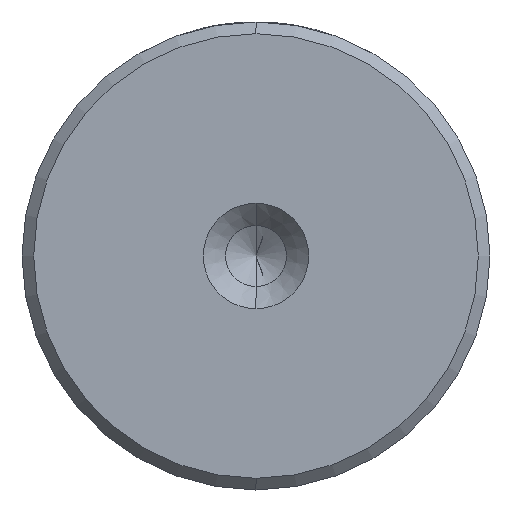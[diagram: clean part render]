
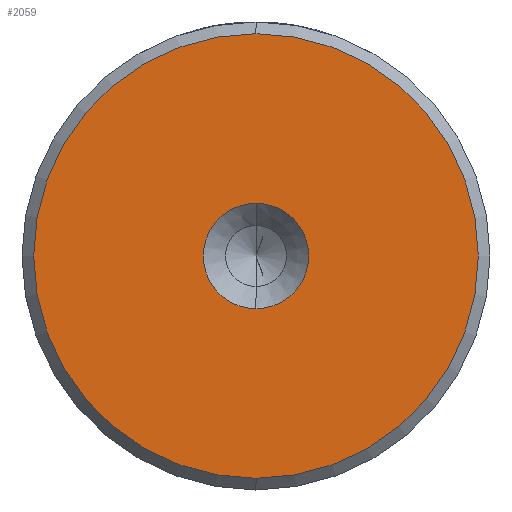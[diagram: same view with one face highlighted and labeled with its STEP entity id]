
A CAD part, left-side view. The second image highlights one B-rep face of the part: STEP entity #2059.
In plain terms, the highlighted planar face has unit normal (-1, 0, 0).
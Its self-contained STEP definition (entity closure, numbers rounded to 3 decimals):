
#37 = PLANE ( 'NONE',  #1423 ) ;
#150 = CIRCLE ( 'NONE', #2119, 2.25 ) ;
#197 = AXIS2_PLACEMENT_3D ( 'NONE', #1487, #219, #1704 ) ;
#198 = CARTESIAN_POINT ( 'NONE',  ( 0., 0., -2.25 ) ) ;
#219 = DIRECTION ( 'NONE',  ( -1., 0., 0. ) ) ;
#226 = EDGE_CURVE ( 'NONE', #490, #1605, #1182, .T. ) ;
#270 = ORIENTED_EDGE ( 'NONE', *, *, #2152, .T. ) ;
#490 = VERTEX_POINT ( 'NONE', #1209 ) ;
#699 = DIRECTION ( 'NONE',  ( 0., 0., 1. ) ) ;
#731 = ORIENTED_EDGE ( 'NONE', *, *, #1731, .F. ) ;
#752 = FACE_BOUND ( 'NONE', #818, .T. ) ;
#818 = EDGE_LOOP ( 'NONE', ( #731, #2065 ) ) ;
#872 = CARTESIAN_POINT ( 'NONE',  ( 0., 0., 2.25 ) ) ;
#989 = EDGE_CURVE ( 'NONE', #1720, #1226, #150, .T. ) ;
#994 = CARTESIAN_POINT ( 'NONE',  ( 0., 0., -9.5 ) ) ;
#1096 = DIRECTION ( 'NONE',  ( 0., 0., 1. ) ) ;
#1109 = CIRCLE ( 'NONE', #2425, 9.5 ) ;
#1110 = DIRECTION ( 'NONE',  ( -1., 0., 0. ) ) ;
#1133 = CARTESIAN_POINT ( 'NONE',  ( 0., 0., 0. ) ) ;
#1154 = CARTESIAN_POINT ( 'NONE',  ( 0., 0., 0. ) ) ;
#1182 = CIRCLE ( 'NONE', #1924, 9.5 ) ;
#1209 = CARTESIAN_POINT ( 'NONE',  ( 0., 0., 9.5 ) ) ;
#1226 = VERTEX_POINT ( 'NONE', #872 ) ;
#1232 = DIRECTION ( 'NONE',  ( -1., 0., 0. ) ) ;
#1370 = DIRECTION ( 'NONE',  ( 0., 0., 1. ) ) ;
#1423 = AXIS2_PLACEMENT_3D ( 'NONE', #2601, #1962, #699 ) ;
#1447 = CIRCLE ( 'NONE', #197, 2.25 ) ;
#1487 = CARTESIAN_POINT ( 'NONE',  ( 0., 0., 0. ) ) ;
#1605 = VERTEX_POINT ( 'NONE', #994 ) ;
#1704 = DIRECTION ( 'NONE',  ( 0., 0., 1. ) ) ;
#1720 = VERTEX_POINT ( 'NONE', #198 ) ;
#1731 = EDGE_CURVE ( 'NONE', #1226, #1720, #1447, .T. ) ;
#1869 = EDGE_LOOP ( 'NONE', ( #270, #2290 ) ) ;
#1884 = FACE_OUTER_BOUND ( 'NONE', #1869, .T. ) ;
#1924 = AXIS2_PLACEMENT_3D ( 'NONE', #1133, #1110, #1096 ) ;
#1962 = DIRECTION ( 'NONE',  ( -1., 0., 0. ) ) ;
#2059 = ADVANCED_FACE ( 'NONE', ( #1884, #752 ), #37, .T. ) ;
#2065 = ORIENTED_EDGE ( 'NONE', *, *, #989, .F. ) ;
#2119 = AXIS2_PLACEMENT_3D ( 'NONE', #2507, #1232, #2726 ) ;
#2152 = EDGE_CURVE ( 'NONE', #1605, #490, #1109, .T. ) ;
#2290 = ORIENTED_EDGE ( 'NONE', *, *, #226, .T. ) ;
#2425 = AXIS2_PLACEMENT_3D ( 'NONE', #1154, #2651, #1370 ) ;
#2507 = CARTESIAN_POINT ( 'NONE',  ( 0., 0., 0. ) ) ;
#2601 = CARTESIAN_POINT ( 'NONE',  ( 0., 0., 0. ) ) ;
#2651 = DIRECTION ( 'NONE',  ( -1., 0., 0. ) ) ;
#2726 = DIRECTION ( 'NONE',  ( 0., 0., 1. ) ) ;
